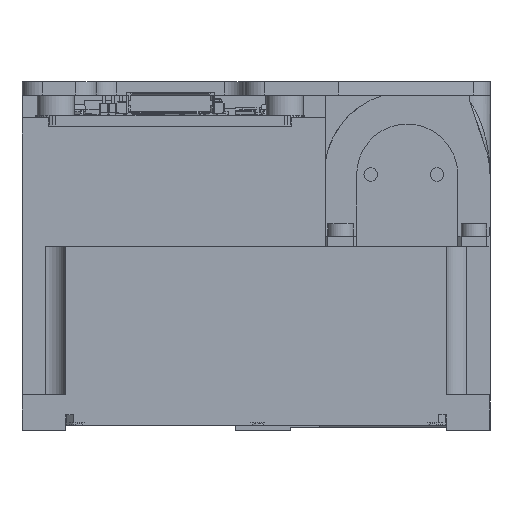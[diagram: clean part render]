
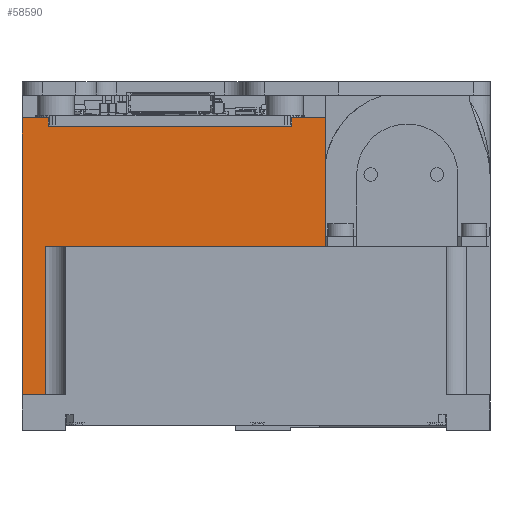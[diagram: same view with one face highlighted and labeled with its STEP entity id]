
A CAD part, left-side view. The second image highlights one B-rep face of the part: STEP entity #58590.
In plain terms, the highlighted planar face has unit normal (-1, 0, 0).
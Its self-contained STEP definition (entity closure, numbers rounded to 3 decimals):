
#5007=DIRECTION('',(0.,1.,0.));
#5008=VECTOR('',#5007,3.5);
#5009=CARTESIAN_POINT('',(-79.5,11.25,-9.75));
#5010=LINE('',#5009,#5008);
#5020=DIRECTION('',(0.,0.,-1.));
#5021=VECTOR('',#5020,1.2);
#5022=CARTESIAN_POINT('',(-79.5,10.83,31.35));
#5023=LINE('',#5022,#5021);
#5024=DIRECTION('',(0.,-1.,0.));
#5025=VECTOR('',#5024,36.159);
#5026=CARTESIAN_POINT('',(-79.5,10.83,30.15));
#5027=LINE('',#5026,#5025);
#5028=DIRECTION('',(0.,0.,-1.));
#5029=VECTOR('',#5028,1.2);
#5030=CARTESIAN_POINT('',(-79.5,-25.33,31.35));
#5031=LINE('',#5030,#5029);
#5032=DIRECTION('',(0.,0.,1.));
#5033=VECTOR('',#5032,41.1);
#5034=CARTESIAN_POINT('',(-79.5,14.75,-9.75));
#5035=LINE('',#5034,#5033);
#5120=DIRECTION('',(0.,-1.,0.));
#5121=VECTOR('',#5120,3.92);
#5122=CARTESIAN_POINT('',(-79.5,14.75,31.35));
#5123=LINE('',#5122,#5121);
#5132=DIRECTION('',(0.,-1.,0.));
#5133=VECTOR('',#5132,4.92);
#5134=CARTESIAN_POINT('',(-79.5,-25.33,31.35));
#5135=LINE('',#5134,#5133);
#15049=DIRECTION('',(0.,-1.,0.));
#15050=VECTOR('',#15049,41.5);
#15051=CARTESIAN_POINT('',(-79.5,11.25,12.25));
#15052=LINE('',#15051,#15050);
#15105=DIRECTION('',(0.,0.,-1.));
#15106=VECTOR('',#15105,19.1);
#15107=CARTESIAN_POINT('',(-79.5,-30.25,31.35));
#15108=LINE('',#15107,#15106);
#16312=DIRECTION('',(0.,0.,1.));
#16313=VECTOR('',#16312,22.);
#16314=CARTESIAN_POINT('',(-79.5,11.25,-9.75));
#16315=LINE('',#16314,#16313);
#46955=CARTESIAN_POINT('',(-79.5,11.25,-9.75));
#46957=VERTEX_POINT('',#46955);
#46970=CARTESIAN_POINT('',(-79.5,14.75,-9.75));
#46971=VERTEX_POINT('',#46970);
#47370=CARTESIAN_POINT('',(-79.5,11.25,12.25));
#47371=CARTESIAN_POINT('',(-79.5,-30.25,12.25));
#47372=VERTEX_POINT('',#47370);
#47373=VERTEX_POINT('',#47371);
#47378=CARTESIAN_POINT('',(-79.5,14.75,31.35));
#47379=VERTEX_POINT('',#47378);
#47380=CARTESIAN_POINT('',(-79.5,-30.25,31.35));
#47381=VERTEX_POINT('',#47380);
#51796=CARTESIAN_POINT('',(-79.5,10.83,31.35));
#51797=CARTESIAN_POINT('',(-79.5,10.83,30.15));
#51798=VERTEX_POINT('',#51796);
#51799=VERTEX_POINT('',#51797);
#51800=CARTESIAN_POINT('',(-79.5,-25.33,31.35));
#51801=CARTESIAN_POINT('',(-79.5,-25.33,30.15));
#51802=VERTEX_POINT('',#51800);
#51803=VERTEX_POINT('',#51801);
#58565=CARTESIAN_POINT('',(-79.5,12.5,12.25));
#58566=DIRECTION('',(1.,0.,0.));
#58567=DIRECTION('',(0.,1.,0.));
#58568=AXIS2_PLACEMENT_3D('',#58565,#58566,#58567);
#58569=PLANE('',#58568);
#58571=ORIENTED_EDGE('',*,*,#58570,.T.);
#58573=ORIENTED_EDGE('',*,*,#58572,.T.);
#58575=ORIENTED_EDGE('',*,*,#58574,.F.);
#58577=ORIENTED_EDGE('',*,*,#58576,.T.);
#58579=ORIENTED_EDGE('',*,*,#58578,.T.);
#58581=ORIENTED_EDGE('',*,*,#58580,.F.);
#58583=ORIENTED_EDGE('',*,*,#58582,.F.);
#58584=ORIENTED_EDGE('',*,*,#58544,.T.);
#58585=ORIENTED_EDGE('',*,*,#54920,.T.);
#58587=ORIENTED_EDGE('',*,*,#58586,.T.);
#58588=EDGE_LOOP('',(#58571,#58573,#58575,#58577,#58579,#58581,#58583,#58584,
#58585,#58587));
#58589=FACE_OUTER_BOUND('',#58588,.F.);
#58590=ADVANCED_FACE('',(#58589),#58569,.F.);
#54920=EDGE_CURVE('',#46971,#47379,#5035,.T.);
#58544=EDGE_CURVE('',#46957,#46971,#5010,.T.);
#58570=EDGE_CURVE('',#51798,#51799,#5023,.T.);
#58572=EDGE_CURVE('',#51799,#51803,#5027,.T.);
#58574=EDGE_CURVE('',#51802,#51803,#5031,.T.);
#58576=EDGE_CURVE('',#51802,#47381,#5135,.T.);
#58578=EDGE_CURVE('',#47381,#47373,#15108,.T.);
#58580=EDGE_CURVE('',#47372,#47373,#15052,.T.);
#58582=EDGE_CURVE('',#46957,#47372,#16315,.T.);
#58586=EDGE_CURVE('',#47379,#51798,#5123,.T.);
